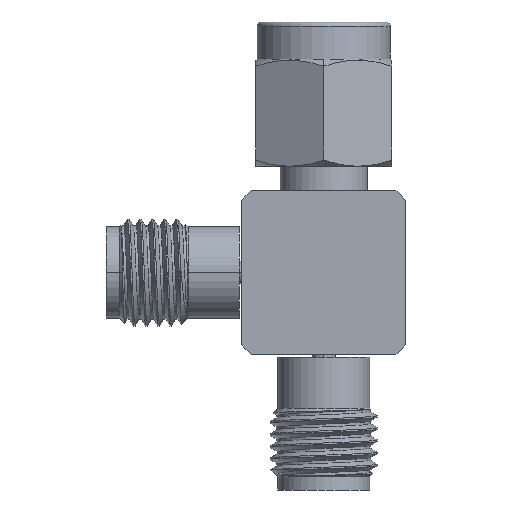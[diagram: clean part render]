
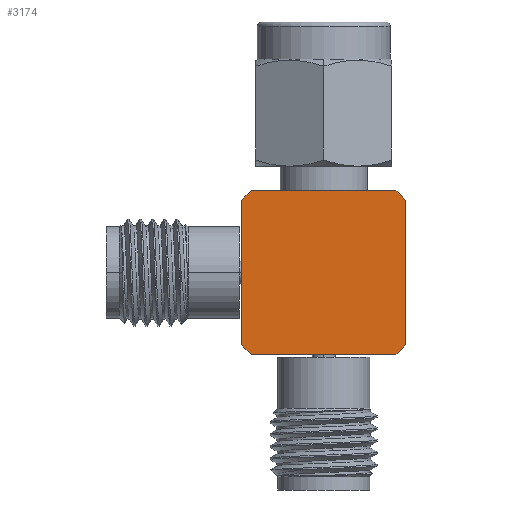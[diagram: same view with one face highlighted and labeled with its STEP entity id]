
A CAD part, left-side view. The second image highlights one B-rep face of the part: STEP entity #3174.
In plain terms, the highlighted planar face has unit normal (-1, 0, 0).
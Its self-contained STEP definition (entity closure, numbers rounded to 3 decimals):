
#2937=CARTESIAN_POINT('',(0.,0.,0.));
#2938=DIRECTION('',(1.,0.,0.));
#2939=DIRECTION('',(0.,0.75,0.661));
#2940=AXIS2_PLACEMENT_3D('',#2937,#2938,#2939);
#2942=DIRECTION('',(0.,-1.,0.));
#2943=VECTOR('',#2942,8.4);
#2944=CARTESIAN_POINT('',(0.,4.2,4.763));
#2945=LINE('',#2944,#2943);
#2946=CARTESIAN_POINT('',(0.,0.,0.));
#2947=DIRECTION('',(1.,0.,0.));
#2948=DIRECTION('',(0.,-0.661,0.75));
#2949=AXIS2_PLACEMENT_3D('',#2946,#2947,#2948);
#2951=DIRECTION('',(0.,0.,-1.));
#2952=VECTOR('',#2951,8.4);
#2953=CARTESIAN_POINT('',(0.,-4.763,4.2));
#2954=LINE('',#2953,#2952);
#2955=CARTESIAN_POINT('',(0.,0.,0.));
#2956=DIRECTION('',(1.,0.,0.));
#2957=DIRECTION('',(0.,-0.75,-0.661));
#2958=AXIS2_PLACEMENT_3D('',#2955,#2956,#2957);
#2960=DIRECTION('',(0.,1.,0.));
#2961=VECTOR('',#2960,8.4);
#2962=CARTESIAN_POINT('',(0.,-4.2,-4.763));
#2963=LINE('',#2962,#2961);
#2964=CARTESIAN_POINT('',(0.,0.,0.));
#2965=DIRECTION('',(1.,0.,0.));
#2966=DIRECTION('',(0.,0.661,-0.75));
#2967=AXIS2_PLACEMENT_3D('',#2964,#2965,#2966);
#2969=DIRECTION('',(0.,0.,1.));
#2970=VECTOR('',#2969,8.4);
#2971=CARTESIAN_POINT('',(0.,4.763,-4.2));
#2972=LINE('',#2971,#2970);
#3119=CARTESIAN_POINT('',(0.,4.763,4.2));
#3120=CARTESIAN_POINT('',(0.,4.2,4.763));
#3121=VERTEX_POINT('',#3119);
#3122=VERTEX_POINT('',#3120);
#3123=CARTESIAN_POINT('',(0.,-4.2,4.763));
#3124=CARTESIAN_POINT('',(0.,-4.763,4.2));
#3125=VERTEX_POINT('',#3123);
#3126=VERTEX_POINT('',#3124);
#3127=CARTESIAN_POINT('',(0.,-4.763,-4.2));
#3128=CARTESIAN_POINT('',(0.,-4.2,-4.763));
#3129=VERTEX_POINT('',#3127);
#3130=VERTEX_POINT('',#3128);
#3131=CARTESIAN_POINT('',(0.,4.2,-4.763));
#3132=CARTESIAN_POINT('',(0.,4.763,-4.2));
#3133=VERTEX_POINT('',#3131);
#3134=VERTEX_POINT('',#3132);
#3151=CARTESIAN_POINT('',(0.,0.,0.));
#3152=DIRECTION('',(1.,0.,0.));
#3153=DIRECTION('',(0.,-1.,0.));
#3154=AXIS2_PLACEMENT_3D('',#3151,#3152,#3153);
#3155=PLANE('',#3154);
#3157=ORIENTED_EDGE('',*,*,#3156,.T.);
#3159=ORIENTED_EDGE('',*,*,#3158,.T.);
#3161=ORIENTED_EDGE('',*,*,#3160,.T.);
#3163=ORIENTED_EDGE('',*,*,#3162,.T.);
#3165=ORIENTED_EDGE('',*,*,#3164,.T.);
#3167=ORIENTED_EDGE('',*,*,#3166,.T.);
#3169=ORIENTED_EDGE('',*,*,#3168,.T.);
#3171=ORIENTED_EDGE('',*,*,#3170,.T.);
#3172=EDGE_LOOP('',(#3157,#3159,#3161,#3163,#3165,#3167,#3169,#3171));
#3173=FACE_OUTER_BOUND('',#3172,.F.);
#2941=CIRCLE('',#2940,6.35);
#2950=CIRCLE('',#2949,6.35);
#2959=CIRCLE('',#2958,6.35);
#2968=CIRCLE('',#2967,6.35);
#3156=EDGE_CURVE('',#3121,#3122,#2941,.T.);
#3158=EDGE_CURVE('',#3122,#3125,#2945,.T.);
#3160=EDGE_CURVE('',#3125,#3126,#2950,.T.);
#3162=EDGE_CURVE('',#3126,#3129,#2954,.T.);
#3164=EDGE_CURVE('',#3129,#3130,#2959,.T.);
#3166=EDGE_CURVE('',#3130,#3133,#2963,.T.);
#3168=EDGE_CURVE('',#3133,#3134,#2968,.T.);
#3170=EDGE_CURVE('',#3134,#3121,#2972,.T.);
#3174=ADVANCED_FACE('',(#3173),#3155,.F.);
